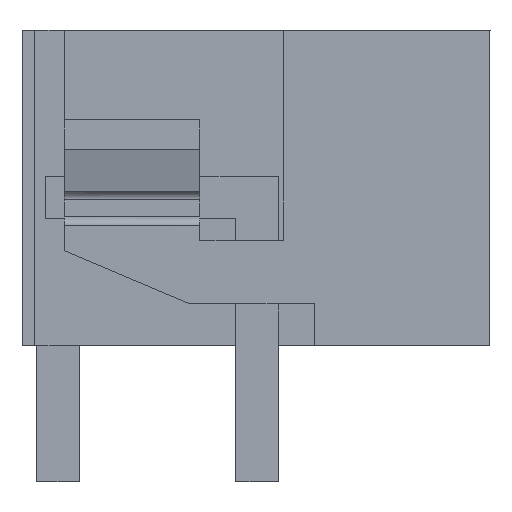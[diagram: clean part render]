
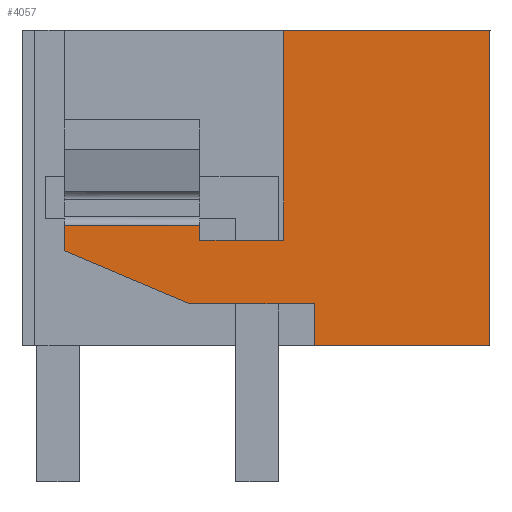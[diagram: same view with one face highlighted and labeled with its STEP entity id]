
A CAD part, left-side view. The second image highlights one B-rep face of the part: STEP entity #4057.
In plain terms, the highlighted planar face has unit normal (-1, 0, 0).
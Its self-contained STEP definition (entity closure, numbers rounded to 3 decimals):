
#3988=AXIS2_PLACEMENT_3D('Plane Axis2P3D',#3985,#3986,#3987) ;
#88=CARTESIAN_POINT('Vertex',(0.,0.,3.2)) ;
#93=CARTESIAN_POINT('Line Origine',(0.,2.075,3.2)) ;
#97=CARTESIAN_POINT('Vertex',(0.,4.15,3.2)) ;
#1425=CARTESIAN_POINT('Vertex',(0.,4.875,10.65)) ;
#1428=CARTESIAN_POINT('Line Origine',(0.,2.437,10.65)) ;
#1432=CARTESIAN_POINT('Vertex',(0.,0.,10.65)) ;
#3884=CARTESIAN_POINT('Line Origine',(0.,0.,6.925)) ;
#3985=CARTESIAN_POINT('Axis2P3D Location',(0.,11.05,0.)) ;
#3990=CARTESIAN_POINT('Line Origine',(0.,4.875,8.175)) ;
#3994=CARTESIAN_POINT('Vertex',(0.,4.875,5.7)) ;
#3997=CARTESIAN_POINT('Line Origine',(0.,5.863,5.7)) ;
#4001=CARTESIAN_POINT('Vertex',(0.,6.85,5.7)) ;
#4004=CARTESIAN_POINT('Line Origine',(0.,6.85,5.875)) ;
#4008=CARTESIAN_POINT('Vertex',(0.,6.85,6.05)) ;
#4011=CARTESIAN_POINT('Line Origine',(0.,8.45,6.05)) ;
#4015=CARTESIAN_POINT('Vertex',(0.,10.05,6.05)) ;
#4018=CARTESIAN_POINT('Line Origine',(0.,10.05,5.75)) ;
#4022=CARTESIAN_POINT('Vertex',(0.,10.05,5.45)) ;
#4025=CARTESIAN_POINT('Line Origine',(0.,8.571,4.823)) ;
#4029=CARTESIAN_POINT('Vertex',(0.,7.092,4.197)) ;
#4032=CARTESIAN_POINT('Line Origine',(0.,5.621,4.197)) ;
#4036=CARTESIAN_POINT('Vertex',(0.,4.15,4.197)) ;
#4039=CARTESIAN_POINT('Line Origine',(0.,4.15,3.698)) ;
#94=DIRECTION('Vector Direction',(0.,1.,0.)) ;
#1429=DIRECTION('Vector Direction',(0.,-1.,0.)) ;
#3885=DIRECTION('Vector Direction',(0.,0.,-1.)) ;
#3986=DIRECTION('Axis2P3D Direction',(-1.,0.,0.)) ;
#3987=DIRECTION('Axis2P3D XDirection',(0.,-1.,0.)) ;
#3991=DIRECTION('Vector Direction',(0.,0.,1.)) ;
#3998=DIRECTION('Vector Direction',(0.,1.,0.)) ;
#4005=DIRECTION('Vector Direction',(0.,0.,1.)) ;
#4012=DIRECTION('Vector Direction',(0.,-1.,0.)) ;
#4019=DIRECTION('Vector Direction',(0.,0.,-1.)) ;
#4026=DIRECTION('Vector Direction',(0.,0.921,0.39)) ;
#4033=DIRECTION('Vector Direction',(0.,-1.,0.)) ;
#4040=DIRECTION('Vector Direction',(0.,0.,-1.)) ;
#95=VECTOR('Line Direction',#94,1.) ;
#1430=VECTOR('Line Direction',#1429,1.) ;
#3886=VECTOR('Line Direction',#3885,1.) ;
#3992=VECTOR('Line Direction',#3991,1.) ;
#3999=VECTOR('Line Direction',#3998,1.) ;
#4006=VECTOR('Line Direction',#4005,1.) ;
#4013=VECTOR('Line Direction',#4012,1.) ;
#4020=VECTOR('Line Direction',#4019,1.) ;
#4027=VECTOR('Line Direction',#4026,1.) ;
#4034=VECTOR('Line Direction',#4033,1.) ;
#4041=VECTOR('Line Direction',#4040,1.) ;
#4045=ORIENTED_EDGE('',*,*,#99,.T.) ;
#4046=ORIENTED_EDGE('',*,*,#3888,.T.) ;
#4047=ORIENTED_EDGE('',*,*,#1434,.T.) ;
#4048=ORIENTED_EDGE('',*,*,#3996,.T.) ;
#4049=ORIENTED_EDGE('',*,*,#4003,.T.) ;
#4050=ORIENTED_EDGE('',*,*,#4010,.T.) ;
#4051=ORIENTED_EDGE('',*,*,#4017,.F.) ;
#4052=ORIENTED_EDGE('',*,*,#4024,.T.) ;
#4053=ORIENTED_EDGE('',*,*,#4031,.T.) ;
#4054=ORIENTED_EDGE('',*,*,#4038,.T.) ;
#4055=ORIENTED_EDGE('',*,*,#4043,.T.) ;
#4057=ADVANCED_FACE('HOUSING',(#4056),#3989,.T.) ;
#99=EDGE_CURVE('',#98,#89,#96,.F.) ;
#1434=EDGE_CURVE('',#1433,#1426,#1431,.F.) ;
#3888=EDGE_CURVE('',#89,#1433,#3887,.F.) ;
#3996=EDGE_CURVE('',#1426,#3995,#3993,.F.) ;
#4003=EDGE_CURVE('',#3995,#4002,#4000,.T.) ;
#4010=EDGE_CURVE('',#4002,#4009,#4007,.T.) ;
#4017=EDGE_CURVE('',#4016,#4009,#4014,.T.) ;
#4024=EDGE_CURVE('',#4016,#4023,#4021,.T.) ;
#4031=EDGE_CURVE('',#4023,#4030,#4028,.F.) ;
#4038=EDGE_CURVE('',#4030,#4037,#4035,.T.) ;
#4043=EDGE_CURVE('',#4037,#98,#4042,.T.) ;
#4044=EDGE_LOOP('',(#4045,#4046,#4047,#4048,#4049,#4050,#4051,#4052,#4053,#4054,#4055)) ;
#4056=FACE_OUTER_BOUND('',#4044,.T.) ;
#96=LINE('Line',#93,#95) ;
#1431=LINE('Line',#1428,#1430) ;
#3887=LINE('Line',#3884,#3886) ;
#3993=LINE('Line',#3990,#3992) ;
#4000=LINE('Line',#3997,#3999) ;
#4007=LINE('Line',#4004,#4006) ;
#4014=LINE('Line',#4011,#4013) ;
#4021=LINE('Line',#4018,#4020) ;
#4028=LINE('Line',#4025,#4027) ;
#4035=LINE('Line',#4032,#4034) ;
#4042=LINE('Line',#4039,#4041) ;
#3989=PLANE('',#3988) ;
#89=VERTEX_POINT('',#88) ;
#98=VERTEX_POINT('',#97) ;
#1426=VERTEX_POINT('',#1425) ;
#1433=VERTEX_POINT('',#1432) ;
#3995=VERTEX_POINT('',#3994) ;
#4002=VERTEX_POINT('',#4001) ;
#4009=VERTEX_POINT('',#4008) ;
#4016=VERTEX_POINT('',#4015) ;
#4023=VERTEX_POINT('',#4022) ;
#4030=VERTEX_POINT('',#4029) ;
#4037=VERTEX_POINT('',#4036) ;
